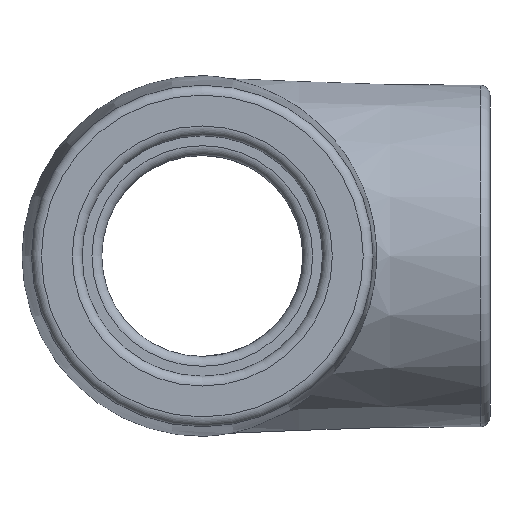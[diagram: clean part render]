
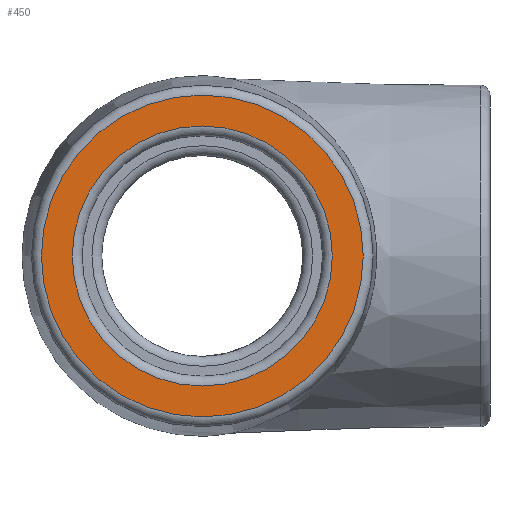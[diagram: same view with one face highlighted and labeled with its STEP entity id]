
A CAD part, front view. The second image highlights one B-rep face of the part: STEP entity #450.
In plain terms, the highlighted planar face has unit normal (0, -1, 0).
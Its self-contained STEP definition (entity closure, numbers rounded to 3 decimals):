
#27=PLANE('',#549);
#33=FACE_BOUND('',#128,.T.);
#96=FACE_OUTER_BOUND('',#127,.T.);
#127=EDGE_LOOP('',(#375));
#128=EDGE_LOOP('',(#376));
#168=CIRCLE('',#545,13.2);
#172=CIRCLE('',#550,16.334);
#211=VERTEX_POINT('',#1166);
#214=VERTEX_POINT('',#1174);
#270=EDGE_CURVE('',#211,#211,#168,.T.);
#274=EDGE_CURVE('',#214,#214,#172,.T.);
#375=ORIENTED_EDGE('',*,*,#274,.F.);
#376=ORIENTED_EDGE('',*,*,#270,.F.);
#450=ADVANCED_FACE('',(#96,#33),#27,.F.);
#545=AXIS2_PLACEMENT_3D('',#1167,#672,#673);
#549=AXIS2_PLACEMENT_3D('',#1173,#680,#681);
#550=AXIS2_PLACEMENT_3D('',#1175,#682,#683);
#672=DIRECTION('center_axis',(0.,-1.,0.));
#673=DIRECTION('ref_axis',(-1.,0.,0.));
#680=DIRECTION('center_axis',(0.,1.,0.));
#681=DIRECTION('ref_axis',(0.,0.,1.));
#682=DIRECTION('center_axis',(0.,1.,0.));
#683=DIRECTION('ref_axis',(1.,0.,0.));
#1166=CARTESIAN_POINT('',(0.,-29.2,-13.2));
#1167=CARTESIAN_POINT('Origin',(0.,-29.2,0.));
#1173=CARTESIAN_POINT('Origin',(0.,-29.2,0.));
#1174=CARTESIAN_POINT('',(0.,-29.2,-16.334));
#1175=CARTESIAN_POINT('Origin',(0.,-29.2,0.));
